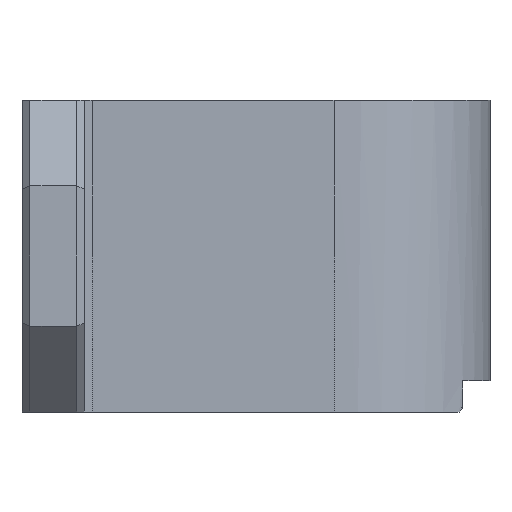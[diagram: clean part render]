
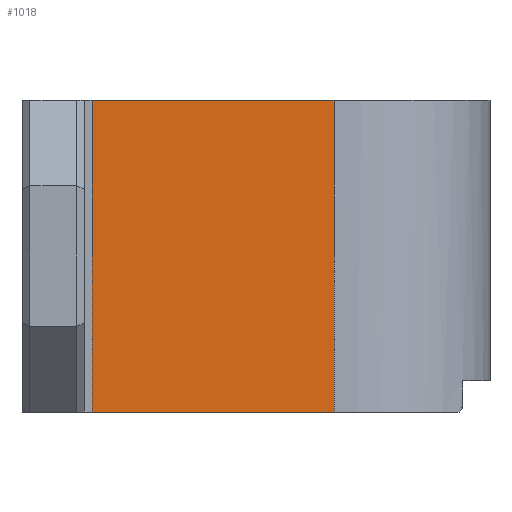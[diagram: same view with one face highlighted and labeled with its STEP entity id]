
A CAD part, left-side view. The second image highlights one B-rep face of the part: STEP entity #1018.
In plain terms, the highlighted planar face has unit normal (-1, 0, 0).
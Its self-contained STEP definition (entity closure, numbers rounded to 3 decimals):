
#121=FACE_OUTER_BOUND('',#177,.T.);
#177=EDGE_LOOP('',(#911,#912,#913,#914));
#201=LINE('',#1422,#315);
#219=LINE('',#1470,#333);
#273=LINE('',#1633,#387);
#277=LINE('',#1640,#391);
#315=VECTOR('',#1146,10.);
#333=VECTOR('',#1182,10.);
#387=VECTOR('',#1296,10.);
#391=VECTOR('',#1306,10.);
#429=VERTEX_POINT('',#1419);
#430=VERTEX_POINT('',#1421);
#450=VERTEX_POINT('',#1467);
#451=VERTEX_POINT('',#1469);
#523=EDGE_CURVE('',#429,#430,#201,.T.);
#547=EDGE_CURVE('',#450,#451,#219,.T.);
#617=EDGE_CURVE('',#430,#450,#273,.T.);
#621=EDGE_CURVE('',#451,#429,#277,.T.);
#911=ORIENTED_EDGE('',*,*,#621,.F.);
#912=ORIENTED_EDGE('',*,*,#547,.F.);
#913=ORIENTED_EDGE('',*,*,#617,.F.);
#914=ORIENTED_EDGE('',*,*,#523,.F.);
#966=PLANE('',#1110);
#1018=ADVANCED_FACE('',(#121),#966,.T.);
#1110=AXIS2_PLACEMENT_3D('',#1685,#1366,#1367);
#1146=DIRECTION('',(0.,-1.,0.));
#1182=DIRECTION('',(0.,1.,0.));
#1296=DIRECTION('',(0.,0.,-1.));
#1306=DIRECTION('',(0.,0.,1.));
#1366=DIRECTION('center_axis',(-1.,0.,0.));
#1367=DIRECTION('ref_axis',(0.,-1.,0.));
#1419=CARTESIAN_POINT('',(-12.5,-4.5,10.));
#1421=CARTESIAN_POINT('',(-12.5,-20.,10.));
#1422=CARTESIAN_POINT('',(-12.5,-20.,10.));
#1467=CARTESIAN_POINT('',(-12.5,-20.,-10.));
#1469=CARTESIAN_POINT('',(-12.5,-4.5,-10.));
#1470=CARTESIAN_POINT('',(-12.5,-20.,-10.));
#1633=CARTESIAN_POINT('',(-12.5,-20.,0.));
#1640=CARTESIAN_POINT('',(-12.5,-4.5,0.));
#1685=CARTESIAN_POINT('Origin',(-12.5,-4.,0.));
